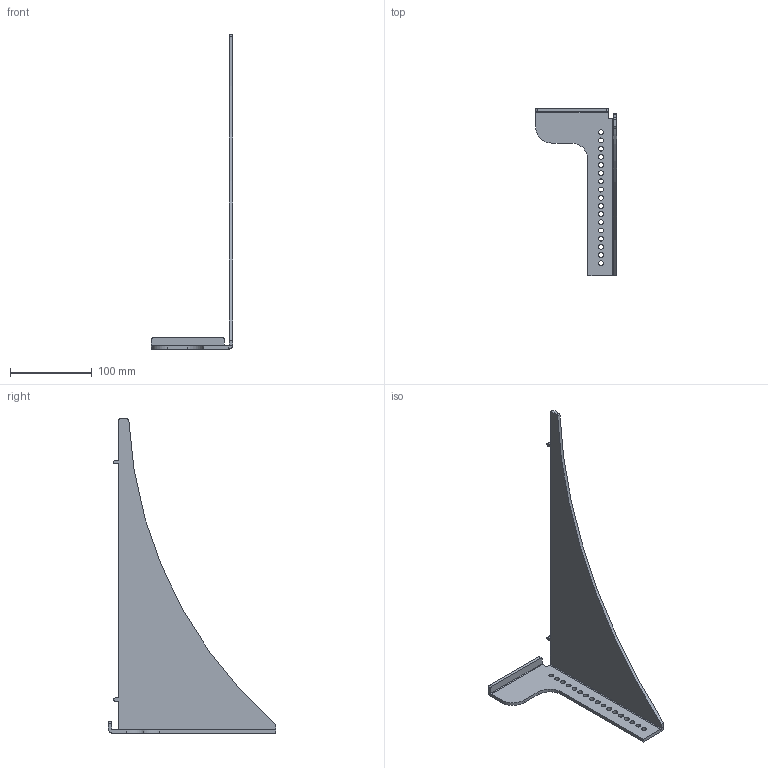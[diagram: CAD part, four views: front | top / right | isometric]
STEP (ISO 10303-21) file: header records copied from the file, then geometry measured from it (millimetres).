
FILE_DESCRIPTION (( 'STEP AP214' ), '1' );
FILE_NAME ('Connector_GlassPlate- Right.STEP', '2013-11-18T21:01:29', ( '' ), ( '' ), 'SwSTEP 2.0', 'SolidWorks 2014', '' );
FILE_SCHEMA (( 'AUTOMOTIVE_DESIGN' ));
Length unit declared in the file: millimetre
Products named in the file (1): Connector_GlassPlate- Right
Bounding box: 99 x 204 x 384 mm (x, y, z)
Volume: 149909.6 mm3; surface area: 81254 mm2
Topology: 1 solids, 1 shells, 71 faces, 203 edges, 134 vertices
Faces by surface type: cylinder 49, plane 22
Entity records: 2465 total; most frequent: DIRECTION 445, CARTESIAN_POINT 409, ORIENTED_EDGE 406, EDGE_CURVE 203, AXIS2_PLACEMENT_3D 170, VERTEX_POINT 134, LINE 105, VECTOR 105
